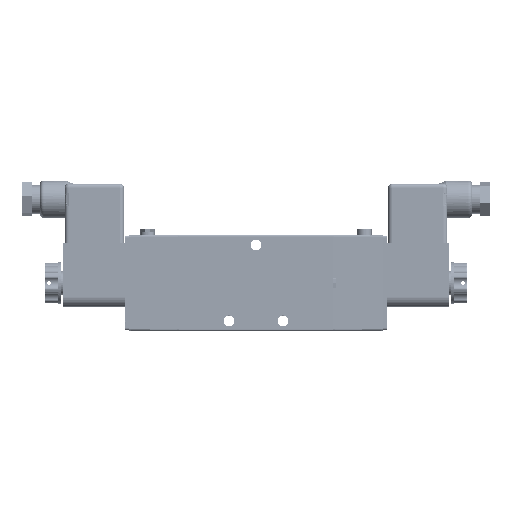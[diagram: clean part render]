
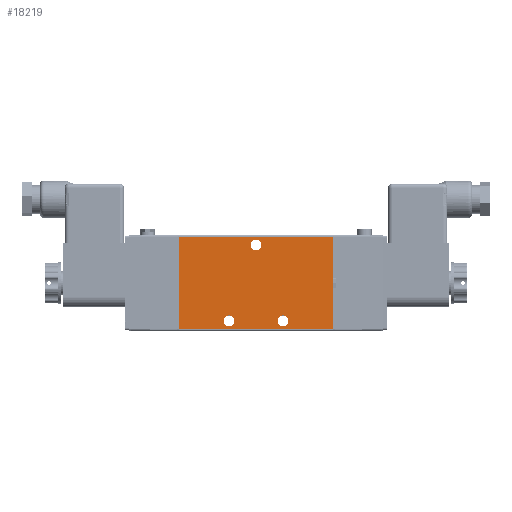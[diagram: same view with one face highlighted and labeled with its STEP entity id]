
A CAD part, top view. The second image highlights one B-rep face of the part: STEP entity #18219.
In plain terms, the highlighted planar face has unit normal (0, 0, 1).
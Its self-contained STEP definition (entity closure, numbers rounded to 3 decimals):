
#333 = CARTESIAN_POINT ( 'NONE',  ( 0., -22.25, 15. ) ) ;
#814 = DIRECTION ( 'NONE',  ( -1., 0., 0. ) ) ;
#1049 = CARTESIAN_POINT ( 'NONE',  ( 50., -18.25, 15. ) ) ;
#1496 = VERTEX_POINT ( 'NONE', #26619 ) ;
#2412 = VERTEX_POINT ( 'NONE', #4256 ) ;
#3741 = DIRECTION ( 'NONE',  ( 0., -1., 0. ) ) ;
#4256 = CARTESIAN_POINT ( 'NONE',  ( 26.6, -18.25, 15. ) ) ;
#4592 = AXIS2_PLACEMENT_3D ( 'NONE', #1049, #44232, #49927 ) ;
#4674 = PLANE ( 'NONE',  #25603 ) ;
#4917 = CARTESIAN_POINT ( 'NONE',  ( 74., -22.25, 15. ) ) ;
#5078 = VERTEX_POINT ( 'NONE', #8346 ) ;
#5148 = DIRECTION ( 'NONE',  ( 0., 0., -1. ) ) ;
#5216 = VECTOR ( 'NONE', #53956, 1000. ) ;
#5585 = CARTESIAN_POINT ( 'NONE',  ( 74., -22.25, 15. ) ) ;
#5784 = ORIENTED_EDGE ( 'NONE', *, *, #38069, .F. ) ;
#5825 = VECTOR ( 'NONE', #814, 1000. ) ;
#6353 = AXIS2_PLACEMENT_3D ( 'NONE', #42567, #15063, #21454 ) ;
#6551 = CARTESIAN_POINT ( 'NONE',  ( 21.4, -18.25, 15. ) ) ;
#6920 = CIRCLE ( 'NONE', #4592, 2.6 ) ;
#7339 = DIRECTION ( 'NONE',  ( -1., 0., 0. ) ) ;
#7935 = ORIENTED_EDGE ( 'NONE', *, *, #50100, .F. ) ;
#8346 = CARTESIAN_POINT ( 'NONE',  ( 52.6, -18.25, 15. ) ) ;
#8410 = DIRECTION ( 'NONE',  ( 0., 0., -1. ) ) ;
#8629 = DIRECTION ( 'NONE',  ( -1., 0., 0. ) ) ;
#9180 = EDGE_LOOP ( 'NONE', ( #39023, #7935, #5784, #12200 ) ) ;
#9307 = FACE_OUTER_BOUND ( 'NONE', #9180, .T. ) ;
#10869 = CARTESIAN_POINT ( 'NONE',  ( 37., 18.25, 15. ) ) ;
#11013 = FACE_BOUND ( 'NONE', #11502, .T. ) ;
#11502 = EDGE_LOOP ( 'NONE', ( #39341, #63561 ) ) ;
#12200 = ORIENTED_EDGE ( 'NONE', *, *, #57220, .T. ) ;
#13681 = ORIENTED_EDGE ( 'NONE', *, *, #14638, .T. ) ;
#14185 = ORIENTED_EDGE ( 'NONE', *, *, #67928, .T. ) ;
#14638 = EDGE_CURVE ( 'NONE', #53703, #2412, #39171, .T. ) ;
#15063 = DIRECTION ( 'NONE',  ( 0., 0., -1. ) ) ;
#15488 = VERTEX_POINT ( 'NONE', #31250 ) ;
#16683 = EDGE_CURVE ( 'NONE', #15488, #47796, #64617, .T. ) ;
#18219 = ADVANCED_FACE ( 'NONE', ( #45821, #44115, #11013, #9307 ), #4674, .F. ) ;
#18236 = CARTESIAN_POINT ( 'NONE',  ( 50., -18.25, 15. ) ) ;
#18479 = CARTESIAN_POINT ( 'NONE',  ( 0., -22.25, 15. ) ) ;
#19668 = CARTESIAN_POINT ( 'NONE',  ( 74., -22.25, 15. ) ) ;
#21454 = DIRECTION ( 'NONE',  ( -1., 0., 0. ) ) ;
#22258 = EDGE_CURVE ( 'NONE', #47796, #15488, #51460, .T. ) ;
#23644 = LINE ( 'NONE', #5585, #5825 ) ;
#24654 = DIRECTION ( 'NONE',  ( -1., 0., 0. ) ) ;
#25603 = AXIS2_PLACEMENT_3D ( 'NONE', #4917, #5148, #32615 ) ;
#26619 = CARTESIAN_POINT ( 'NONE',  ( 47.4, -18.25, 15. ) ) ;
#27662 = DIRECTION ( 'NONE',  ( -1., 0., 0. ) ) ;
#27860 = EDGE_LOOP ( 'NONE', ( #14185, #42302 ) ) ;
#28339 = AXIS2_PLACEMENT_3D ( 'NONE', #10869, #53806, #27662 ) ;
#28821 = EDGE_LOOP ( 'NONE', ( #13681, #33945 ) ) ;
#29332 = CIRCLE ( 'NONE', #59176, 2.6 ) ;
#31250 = CARTESIAN_POINT ( 'NONE',  ( 39.6, 18.25, 15. ) ) ;
#31461 = LINE ( 'NONE', #58523, #33985 ) ;
#32615 = DIRECTION ( 'NONE',  ( -1., 0., 0. ) ) ;
#33945 = ORIENTED_EDGE ( 'NONE', *, *, #47199, .T. ) ;
#33985 = VECTOR ( 'NONE', #3741, 1000. ) ;
#35324 = LINE ( 'NONE', #67627, #54018 ) ;
#35615 = DIRECTION ( 'NONE',  ( -1., 0., 0. ) ) ;
#37550 = VERTEX_POINT ( 'NONE', #55604 ) ;
#38069 = EDGE_CURVE ( 'NONE', #37550, #66414, #31461, .T. ) ;
#39023 = ORIENTED_EDGE ( 'NONE', *, *, #67785, .T. ) ;
#39171 = CIRCLE ( 'NONE', #57346, 2.6 ) ;
#39341 = ORIENTED_EDGE ( 'NONE', *, *, #22258, .T. ) ;
#39832 = VERTEX_POINT ( 'NONE', #18479 ) ;
#40501 = DIRECTION ( 'NONE',  ( 0., 0., -1. ) ) ;
#40879 = CARTESIAN_POINT ( 'NONE',  ( 24., -18.25, 15. ) ) ;
#41334 = DIRECTION ( 'NONE',  ( 0., 0., -1. ) ) ;
#42302 = ORIENTED_EDGE ( 'NONE', *, *, #57599, .T. ) ;
#42567 = CARTESIAN_POINT ( 'NONE',  ( 37., 18.25, 15. ) ) ;
#44115 = FACE_BOUND ( 'NONE', #27860, .T. ) ;
#44232 = DIRECTION ( 'NONE',  ( 0., 0., -1. ) ) ;
#45119 = LINE ( 'NONE', #333, #5216 ) ;
#45821 = FACE_BOUND ( 'NONE', #28821, .T. ) ;
#47199 = EDGE_CURVE ( 'NONE', #2412, #53703, #57050, .T. ) ;
#47796 = VERTEX_POINT ( 'NONE', #56253 ) ;
#49927 = DIRECTION ( 'NONE',  ( -1., 0., 0. ) ) ;
#50100 = EDGE_CURVE ( 'NONE', #66414, #39832, #23644, .T. ) ;
#51460 = CIRCLE ( 'NONE', #6353, 2.6 ) ;
#53703 = VERTEX_POINT ( 'NONE', #6551 ) ;
#53806 = DIRECTION ( 'NONE',  ( 0., 0., -1. ) ) ;
#53909 = VERTEX_POINT ( 'NONE', #55821 ) ;
#53956 = DIRECTION ( 'NONE',  ( 0., -1., 0. ) ) ;
#54018 = VECTOR ( 'NONE', #24654, 1000. ) ;
#55604 = CARTESIAN_POINT ( 'NONE',  ( 74., 22.25, 15. ) ) ;
#55821 = CARTESIAN_POINT ( 'NONE',  ( 0., 22.25, 15. ) ) ;
#56253 = CARTESIAN_POINT ( 'NONE',  ( 34.4, 18.25, 15. ) ) ;
#57050 = CIRCLE ( 'NONE', #65477, 2.6 ) ;
#57220 = EDGE_CURVE ( 'NONE', #37550, #53909, #35324, .T. ) ;
#57346 = AXIS2_PLACEMENT_3D ( 'NONE', #68136, #41334, #35615 ) ;
#57599 = EDGE_CURVE ( 'NONE', #5078, #1496, #29332, .T. ) ;
#58523 = CARTESIAN_POINT ( 'NONE',  ( 74., -22.25, 15. ) ) ;
#59176 = AXIS2_PLACEMENT_3D ( 'NONE', #18236, #40501, #7339 ) ;
#63561 = ORIENTED_EDGE ( 'NONE', *, *, #16683, .T. ) ;
#64617 = CIRCLE ( 'NONE', #28339, 2.6 ) ;
#65477 = AXIS2_PLACEMENT_3D ( 'NONE', #40879, #8410, #8629 ) ;
#66414 = VERTEX_POINT ( 'NONE', #19668 ) ;
#67627 = CARTESIAN_POINT ( 'NONE',  ( 74., 22.25, 15. ) ) ;
#67785 = EDGE_CURVE ( 'NONE', #53909, #39832, #45119, .T. ) ;
#67928 = EDGE_CURVE ( 'NONE', #1496, #5078, #6920, .T. ) ;
#68136 = CARTESIAN_POINT ( 'NONE',  ( 24., -18.25, 15. ) ) ;
